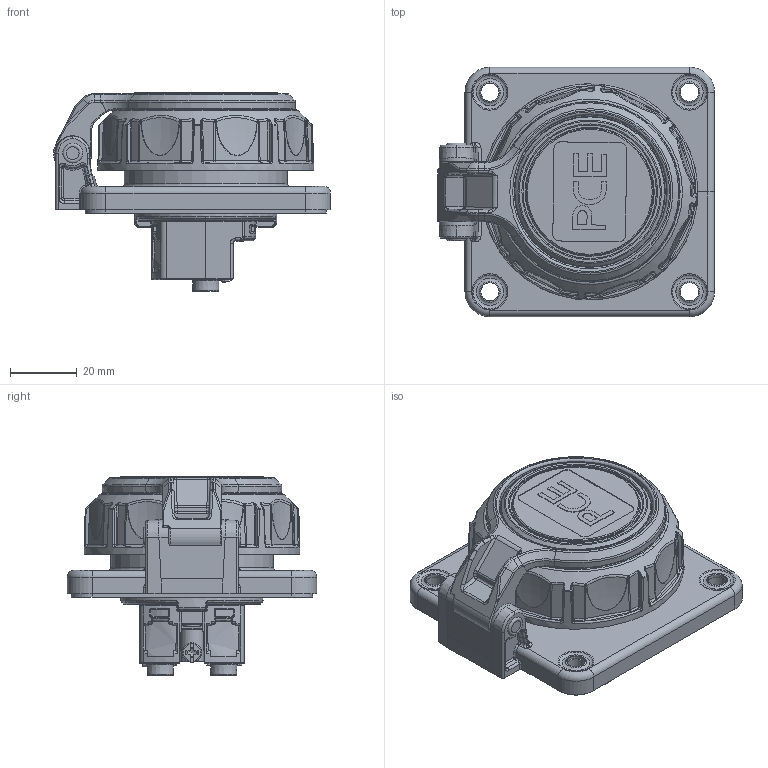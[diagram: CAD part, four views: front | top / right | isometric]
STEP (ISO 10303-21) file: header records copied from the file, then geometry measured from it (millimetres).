
FILE_DESCRIPTION (( 'STEP AP203' ), '1' );
FILE_NAME ('20352-8b.STEP', '2018-06-06T07:23:29', ( '' ), ( '' ), 'SwSTEP 2.0', 'SolidWorks 2016', '' );
FILE_SCHEMA (( 'CONFIG_CONTROL_DESIGN' ));
Length unit declared in the file: millimetre
Products named in the file (1): 20352-8b
Bounding box: 83.25 x 75 x 59.75 mm (x, y, z)
Volume: 139865.7 mm3; surface area: 28182.3 mm2
Topology: 1 solids, 5 shells, 1524 faces, 3648 edges, 2136 vertices
Faces by surface type: bspline 445, plane 400, cylinder 358, torus 158, cone 91, sphere 72
Full cylindrical faces by diameter (mm): 3.5 x2, 5.5 x4, 7 x1, 38.2 x1, 40.2 x2, 42.7 x1
Entity records: 54500 total; most frequent: CARTESIAN_POINT 23763, ORIENTED_EDGE 6984, DIRECTION 5545, EDGE_CURVE 3492, AXIS2_PLACEMENT_3D 2166, VERTEX_POINT 2102, EDGE_LOOP 1658, FACE_OUTER_BOUND 1570
